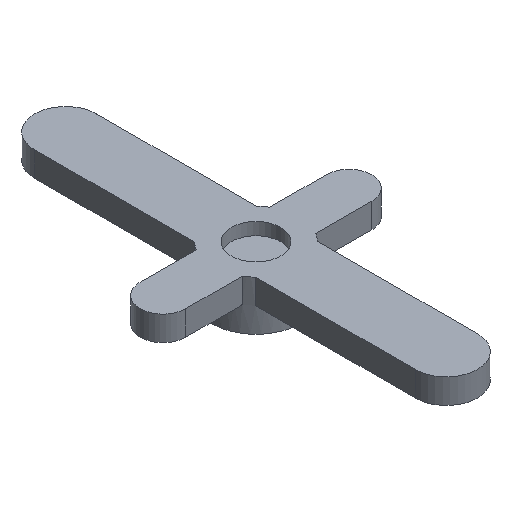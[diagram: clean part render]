
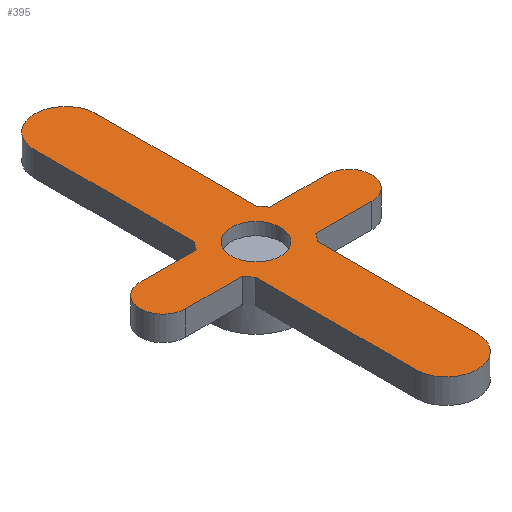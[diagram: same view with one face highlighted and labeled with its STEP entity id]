
A CAD part, isometric view. The second image highlights one B-rep face of the part: STEP entity #395.
In plain terms, the highlighted planar face has unit normal (0, 0, 1).
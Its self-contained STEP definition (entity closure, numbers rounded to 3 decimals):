
#19=FACE_BOUND('',#63,.T.);
#22=PLANE('',#435);
#39=FACE_OUTER_BOUND('',#62,.T.);
#62=EDGE_LOOP('',(#277,#278,#279,#280,#281,#282,#283,#284,#285,#286,#287,
#288,#289,#290,#291,#292));
#63=EDGE_LOOP('',(#293));
#86=LINE('',#622,#121);
#87=LINE('',#626,#122);
#88=LINE('',#630,#123);
#89=LINE('',#634,#124);
#90=LINE('',#638,#125);
#91=LINE('',#642,#126);
#92=LINE('',#646,#127);
#93=LINE('',#649,#128);
#121=VECTOR('',#494,10.);
#122=VECTOR('',#497,10.);
#123=VECTOR('',#500,10.);
#124=VECTOR('',#503,10.);
#125=VECTOR('',#506,10.);
#126=VECTOR('',#509,10.);
#127=VECTOR('',#512,10.);
#128=VECTOR('',#515,10.);
#155=CIRCLE('',#432,2.);
#157=CIRCLE('',#436,1.85);
#158=CIRCLE('',#437,3.5);
#159=CIRCLE('',#438,2.5);
#160=CIRCLE('',#439,3.5);
#161=CIRCLE('',#440,1.85);
#162=CIRCLE('',#441,3.5);
#163=CIRCLE('',#442,2.5);
#164=CIRCLE('',#443,3.5);
#177=VERTEX_POINT('',#611);
#179=VERTEX_POINT('',#618);
#180=VERTEX_POINT('',#619);
#181=VERTEX_POINT('',#621);
#182=VERTEX_POINT('',#623);
#183=VERTEX_POINT('',#625);
#184=VERTEX_POINT('',#627);
#185=VERTEX_POINT('',#629);
#186=VERTEX_POINT('',#631);
#187=VERTEX_POINT('',#633);
#188=VERTEX_POINT('',#635);
#189=VERTEX_POINT('',#637);
#190=VERTEX_POINT('',#639);
#191=VERTEX_POINT('',#641);
#192=VERTEX_POINT('',#643);
#193=VERTEX_POINT('',#645);
#194=VERTEX_POINT('',#647);
#215=EDGE_CURVE('',#177,#177,#155,.T.);
#218=EDGE_CURVE('',#179,#180,#157,.T.);
#219=EDGE_CURVE('',#179,#181,#86,.T.);
#220=EDGE_CURVE('',#181,#182,#158,.T.);
#221=EDGE_CURVE('',#182,#183,#87,.T.);
#222=EDGE_CURVE('',#184,#183,#159,.T.);
#223=EDGE_CURVE('',#184,#185,#88,.T.);
#224=EDGE_CURVE('',#185,#186,#160,.T.);
#225=EDGE_CURVE('',#186,#187,#89,.T.);
#226=EDGE_CURVE('',#188,#187,#161,.T.);
#227=EDGE_CURVE('',#188,#189,#90,.T.);
#228=EDGE_CURVE('',#189,#190,#162,.T.);
#229=EDGE_CURVE('',#190,#191,#91,.T.);
#230=EDGE_CURVE('',#192,#191,#163,.T.);
#231=EDGE_CURVE('',#192,#193,#92,.T.);
#232=EDGE_CURVE('',#193,#194,#164,.T.);
#233=EDGE_CURVE('',#194,#180,#93,.T.);
#277=ORIENTED_EDGE('',*,*,#218,.F.);
#278=ORIENTED_EDGE('',*,*,#219,.T.);
#279=ORIENTED_EDGE('',*,*,#220,.T.);
#280=ORIENTED_EDGE('',*,*,#221,.T.);
#281=ORIENTED_EDGE('',*,*,#222,.F.);
#282=ORIENTED_EDGE('',*,*,#223,.T.);
#283=ORIENTED_EDGE('',*,*,#224,.T.);
#284=ORIENTED_EDGE('',*,*,#225,.T.);
#285=ORIENTED_EDGE('',*,*,#226,.F.);
#286=ORIENTED_EDGE('',*,*,#227,.T.);
#287=ORIENTED_EDGE('',*,*,#228,.T.);
#288=ORIENTED_EDGE('',*,*,#229,.T.);
#289=ORIENTED_EDGE('',*,*,#230,.F.);
#290=ORIENTED_EDGE('',*,*,#231,.T.);
#291=ORIENTED_EDGE('',*,*,#232,.T.);
#292=ORIENTED_EDGE('',*,*,#233,.T.);
#293=ORIENTED_EDGE('',*,*,#215,.T.);
#395=ADVANCED_FACE('',(#39,#19),#22,.T.);
#432=AXIS2_PLACEMENT_3D('',#612,#483,#484);
#435=AXIS2_PLACEMENT_3D('',#617,#490,#491);
#436=AXIS2_PLACEMENT_3D('',#620,#492,#493);
#437=AXIS2_PLACEMENT_3D('',#624,#495,#496);
#438=AXIS2_PLACEMENT_3D('',#628,#498,#499);
#439=AXIS2_PLACEMENT_3D('',#632,#501,#502);
#440=AXIS2_PLACEMENT_3D('',#636,#504,#505);
#441=AXIS2_PLACEMENT_3D('',#640,#507,#508);
#442=AXIS2_PLACEMENT_3D('',#644,#510,#511);
#443=AXIS2_PLACEMENT_3D('',#648,#513,#514);
#483=DIRECTION('center_axis',(0.,0.,-1.));
#484=DIRECTION('ref_axis',(1.,0.,0.));
#490=DIRECTION('center_axis',(0.,0.,
1.));
#491=DIRECTION('ref_axis',(1.,0.,0.));
#492=DIRECTION('center_axis',(0.,0.,-1.));
#493=DIRECTION('ref_axis',(0.707,-0.707,0.));
#494=DIRECTION('',(-1.,0.,0.));
#495=DIRECTION('center_axis',(0.,0.,
1.));
#496=DIRECTION('ref_axis',(1.,0.,0.));
#497=DIRECTION('',(0.,1.,0.));
#498=DIRECTION('center_axis',(0.,0.,-1.));
#499=DIRECTION('ref_axis',(0.707,0.707,0.));
#500=DIRECTION('',(0.,-1.,0.));
#501=DIRECTION('center_axis',(0.,0.,
1.));
#502=DIRECTION('ref_axis',(1.,0.,0.));
#503=DIRECTION('',(-1.,0.,0.));
#504=DIRECTION('center_axis',(0.,0.,-1.));
#505=DIRECTION('ref_axis',(-0.707,-0.707,0.));
#506=DIRECTION('',(1.,0.,0.));
#507=DIRECTION('center_axis',(0.,0.,
1.));
#508=DIRECTION('ref_axis',(1.,0.,0.));
#509=DIRECTION('',(0.,-1.,0.));
#510=DIRECTION('center_axis',(0.,0.,-1.));
#511=DIRECTION('ref_axis',(0.707,-0.707,0.));
#512=DIRECTION('',(0.,1.,0.));
#513=DIRECTION('center_axis',(0.,0.,
1.));
#514=DIRECTION('ref_axis',(1.,0.,0.));
#515=DIRECTION('',(1.,0.,0.));
#611=CARTESIAN_POINT('',(-2.,5.75,39.4));
#612=CARTESIAN_POINT('Origin',(0.,5.75,39.4));
#617=CARTESIAN_POINT('Origin',(0.,5.75,39.4));
#618=CARTESIAN_POINT('',(7.5,7.6,39.4));
#619=CARTESIAN_POINT('',(7.5,3.9,39.4));
#620=CARTESIAN_POINT('Origin',(7.5,5.75,39.4));
#621=CARTESIAN_POINT('',(2.971,7.6,39.4));
#622=CARTESIAN_POINT('',(9.35,7.6,39.4));
#623=CARTESIAN_POINT('',(2.5,8.199,39.4));
#624=CARTESIAN_POINT('Origin',(0.,5.75,39.4));
#625=CARTESIAN_POINT('',(2.5,21.1,39.4));
#626=CARTESIAN_POINT('',(2.5,5.75,39.4));
#627=CARTESIAN_POINT('',(-2.5,21.1,39.4));
#628=CARTESIAN_POINT('Origin',(0.,21.1,39.4));
#629=CARTESIAN_POINT('',(-2.5,8.199,39.4));
#630=CARTESIAN_POINT('',(-2.5,5.75,39.4));
#631=CARTESIAN_POINT('',(-2.971,7.6,39.4));
#632=CARTESIAN_POINT('Origin',(0.,5.75,39.4));
#633=CARTESIAN_POINT('',(-7.5,7.6,39.4));
#634=CARTESIAN_POINT('',(-9.35,7.6,39.4));
#635=CARTESIAN_POINT('',(-7.5,3.9,39.4));
#636=CARTESIAN_POINT('Origin',(-7.5,5.75,39.4));
#637=CARTESIAN_POINT('',(-2.971,3.9,39.4));
#638=CARTESIAN_POINT('',(-9.35,3.9,39.4));
#639=CARTESIAN_POINT('',(-2.5,3.301,39.4));
#640=CARTESIAN_POINT('Origin',(0.,5.75,39.4));
#641=CARTESIAN_POINT('',(-2.5,-9.6,39.4));
#642=CARTESIAN_POINT('',(-2.5,5.75,39.4));
#643=CARTESIAN_POINT('',(2.5,-9.6,39.4));
#644=CARTESIAN_POINT('Origin',(0.,-9.6,39.4));
#645=CARTESIAN_POINT('',(2.5,3.301,39.4));
#646=CARTESIAN_POINT('',(2.5,5.75,39.4));
#647=CARTESIAN_POINT('',(2.971,3.9,39.4));
#648=CARTESIAN_POINT('Origin',(0.,5.75,39.4));
#649=CARTESIAN_POINT('',(9.35,3.9,39.4));
